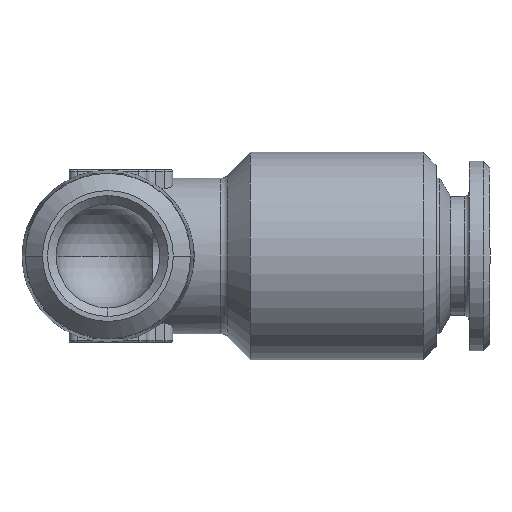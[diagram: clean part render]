
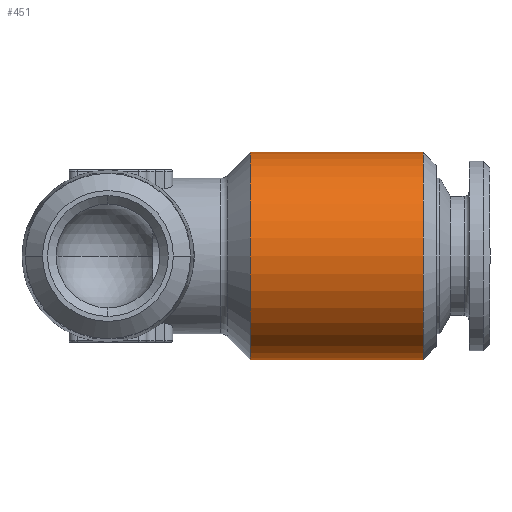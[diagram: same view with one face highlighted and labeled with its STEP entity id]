
A CAD part, front view. The second image highlights one B-rep face of the part: STEP entity #451.
In plain terms, the highlighted cylindrical face has radius 6 mm (diameter 12 mm), a partial arc.
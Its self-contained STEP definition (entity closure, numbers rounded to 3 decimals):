
#439 = EDGE_CURVE ( 'NONE', #1127, #1032, #2046, .T. ) ;
#442 = ORIENTED_EDGE ( 'NONE', *, *, #439, .T. ) ;
#444 = ORIENTED_EDGE ( 'NONE', *, *, #1093, .T. ) ;
#448 = ORIENTED_EDGE ( 'NONE', *, *, #1122, .F. ) ;
#449 = EDGE_LOOP ( 'NONE', ( #448, #442, #450, #444 ) ) ;
#450 = ORIENTED_EDGE ( 'NONE', *, *, #925, .T. ) ;
#451 = ADVANCED_FACE ( 'NONE', ( #2065 ), #2064, .T. ) ;
#925 = EDGE_CURVE ( 'NONE', #1032, #1056, #2770, .T. ) ;
#1032 = VERTEX_POINT ( 'NONE', #3063 ) ;
#1056 = VERTEX_POINT ( 'NONE', #2922 ) ;
#1057 = VERTEX_POINT ( 'NONE', #2921 ) ;
#1093 = EDGE_CURVE ( 'NONE', #1056, #1057, #2144, .T. ) ;
#1122 = EDGE_CURVE ( 'NONE', #1127, #1057, #3352, .T. ) ;
#1127 = VERTEX_POINT ( 'NONE', #3384 ) ;
#2042 = DIRECTION ( 'NONE',  ( 0., 0., 1. ) ) ;
#2043 = DIRECTION ( 'NONE',  ( -1., 0., 0. ) ) ;
#2044 = CARTESIAN_POINT ( 'NONE',  ( 18.25, 0., 0. ) ) ;
#2045 = AXIS2_PLACEMENT_3D ( 'NONE', #2044, #2043, #2042 ) ;
#2046 = CIRCLE ( 'NONE', #2045, 6. ) ;
#2061 = DIRECTION ( 'NONE',  ( 0., 0., 1. ) ) ;
#2062 = CARTESIAN_POINT ( 'NONE',  ( -5.767, 0., 0. ) ) ;
#2064 = CYLINDRICAL_SURFACE ( 'NONE', #2077, 6. ) ;
#2065 = FACE_OUTER_BOUND ( 'NONE', #449, .T. ) ;
#2076 = DIRECTION ( 'NONE',  ( -1., 0., 0. ) ) ;
#2077 = AXIS2_PLACEMENT_3D ( 'NONE', #2062, #2076, #2061 ) ;
#2143 = DIRECTION ( 'NONE',  ( 1., 0., 0. ) ) ;
#2144 = CIRCLE ( 'NONE', #2146, 6. ) ;
#2145 = CARTESIAN_POINT ( 'NONE',  ( 8.25, 0., 0. ) ) ;
#2146 = AXIS2_PLACEMENT_3D ( 'NONE', #2145, #2143, #2147 ) ;
#2147 = DIRECTION ( 'NONE',  ( 0., 0., -1. ) ) ;
#2770 = LINE ( 'NONE', #2812, #2811 ) ;
#2810 = DIRECTION ( 'NONE',  ( -1., 0., 0. ) ) ;
#2811 = VECTOR ( 'NONE', #2810, 1000. ) ;
#2812 = CARTESIAN_POINT ( 'NONE',  ( -5.767, 0., 6. ) ) ;
#2921 = CARTESIAN_POINT ( 'NONE',  ( 8.25, 0., -6. ) ) ;
#2922 = CARTESIAN_POINT ( 'NONE',  ( 8.25, 0., 6. ) ) ;
#3063 = CARTESIAN_POINT ( 'NONE',  ( 18.25, 0., 6. ) ) ;
#3352 = LINE ( 'NONE', #3379, #3378 ) ;
#3377 = DIRECTION ( 'NONE',  ( -1., 0., 0. ) ) ;
#3378 = VECTOR ( 'NONE', #3377, 1000. ) ;
#3379 = CARTESIAN_POINT ( 'NONE',  ( -5.767, 0., -6. ) ) ;
#3384 = CARTESIAN_POINT ( 'NONE',  ( 18.25, 0., -6. ) ) ;
